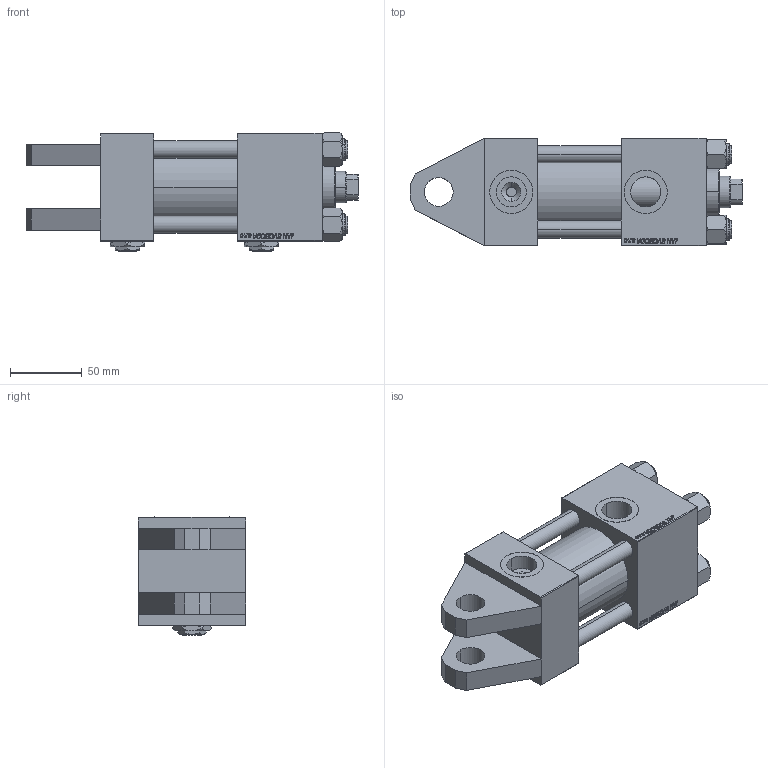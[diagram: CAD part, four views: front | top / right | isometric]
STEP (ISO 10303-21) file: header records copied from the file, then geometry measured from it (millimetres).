
FILE_DESCRIPTION (( 'STEP AP203' ), '1' );
FILE_NAME ('2722.STEP', '2023-08-22T18:13:59', ( '' ), ( '' ), 'SwSTEP 2.0', 'SolidWorks 2019', '' );
FILE_SCHEMA (( 'CONFIG_CONTROL_DESIGN' ));
Length unit declared in the file: millimetre
Products named in the file (7): V215CR_H_Body 21543773ea1a8c23814e90595b54b87e; Zatka_pro_OIL_PORT 21543773ea1a8c23814e90595b54b87e; 2722; V215CR_VCP_H 21543773ea1a8c23814e90595b54b87e; NUT_M5_H 21543773ea1a8c23814e90595b54b87e; V215CR_TYCINKA_H 21543773ea1a8c23814e90595b54b87e; V215_VC_A 21543773ea1a8c23814e90595b54b87e
Assembly tree (13 placements, depth 2):
  2722
    V215CR_H_Body 21543773ea1a8c23814e90595b54b87e
    V215CR_VCP_H 21543773ea1a8c23814e90595b54b87e
    V215CR_TYCINKA_H 21543773ea1a8c23814e90595b54b87e  x4
    NUT_M5_H 21543773ea1a8c23814e90595b54b87e  x4
    V215_VC_A 21543773ea1a8c23814e90595b54b87e
    Zatka_pro_OIL_PORT 21543773ea1a8c23814e90595b54b87e  x2
Bounding box: 231 x 75 x 82.27 mm (x, y, z)
Volume: 728557.6 mm3; surface area: 167451.9 mm2
Topology: 13 solids, 13 shells, 1229 faces, 3062 edges, 1975 vertices
Faces by surface type: plane 565, bspline 392, cone 170, cylinder 94, torus 8
Entity records: 51719 total; most frequent: CARTESIAN_POINT 27651, ORIENTED_EDGE 5424, DIRECTION 3456, EDGE_CURVE 2712, VERTEX_POINT 1773, LINE 1616, VECTOR 1616, EDGE_LOOP 1201
